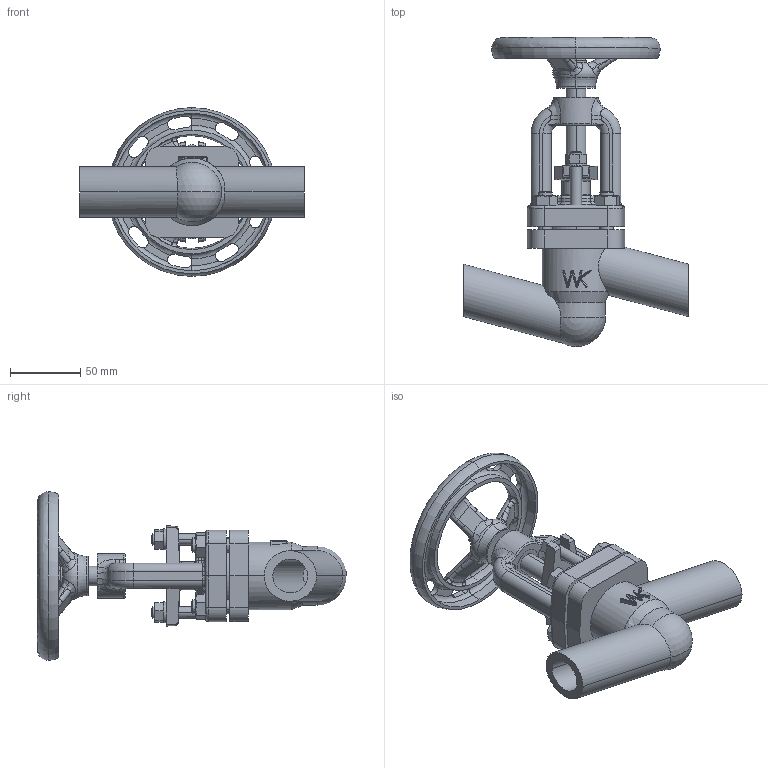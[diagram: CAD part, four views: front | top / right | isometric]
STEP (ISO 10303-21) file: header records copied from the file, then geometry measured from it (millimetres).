
FILE_DESCRIPTION (( 'STEP AP214' ), '1' );
FILE_NAME ('218S DN25.STEP', '2015-06-01T06:04:41', ( '' ), ( '' ), 'SwSTEP 2.0', 'SolidWorks 2015', '' );
FILE_SCHEMA (( 'AUTOMOTIVE_DESIGN' ));
Length unit declared in the file: millimetre
Products named in the file (1): 218S DN25
Bounding box: 160 x 220 x 120 mm (x, y, z)
Volume: 436856 mm3; surface area: 105119.8 mm2
Topology: 1 solids, 1 shells, 639 faces, 1676 edges, 1002 vertices
Faces by surface type: cylinder 212, plane 162, bspline 144, torus 54, cone 48, sphere 19
Entity records: 31738 total; most frequent: CARTESIAN_POINT 12630, ORIENTED_EDGE 3278, DIRECTION 2685, EDGE_CURVE 1639, AXIS2_PLACEMENT_3D 1130, VERTEX_POINT 1000, EDGE_LOOP 677, ADVANCED_FACE 639
